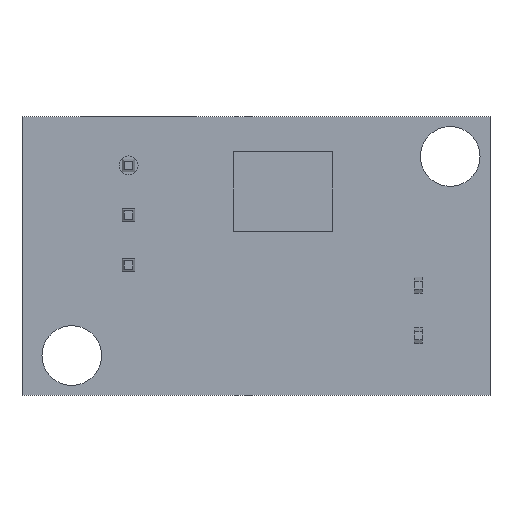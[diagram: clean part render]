
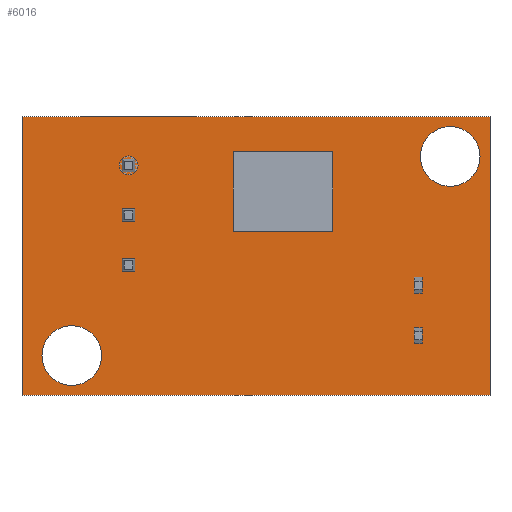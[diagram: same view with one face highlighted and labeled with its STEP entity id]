
A CAD part, front view. The second image highlights one B-rep face of the part: STEP entity #6016.
In plain terms, the highlighted planar face has unit normal (0, -1, 0).
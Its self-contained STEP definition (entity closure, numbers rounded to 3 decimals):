
#137 = VERTEX_POINT ( 'NONE', #8965 ) ;
#507 = EDGE_CURVE ( 'NONE', #8271, #8271, #5836, .T. ) ;
#893 = EDGE_CURVE ( 'NONE', #8251, #8251, #5235, .T. ) ;
#1126 = EDGE_LOOP ( 'NONE', ( #4918 ) ) ;
#1235 = EDGE_LOOP ( 'NONE', ( #5078, #9415, #4669, #8294 ) ) ;
#1384 = VECTOR ( 'NONE', #4717, 1000. ) ;
#1550 = FACE_BOUND ( 'NONE', #1126, .T. ) ;
#1641 = FACE_BOUND ( 'NONE', #9740, .T. ) ;
#1659 = FACE_OUTER_BOUND ( 'NONE', #1235, .T. ) ;
#1666 = EDGE_CURVE ( 'NONE', #2403, #8962, #4198, .T. ) ;
#1760 = EDGE_CURVE ( 'NONE', #137, #2403, #4026, .T. ) ;
#2215 = VERTEX_POINT ( 'NONE', #4001 ) ;
#2403 = VERTEX_POINT ( 'NONE', #3558 ) ;
#2702 = DIRECTION ( 'NONE',  ( 0., 0., 1. ) ) ;
#2710 = DIRECTION ( 'NONE',  ( 0., 1., 0. ) ) ;
#2723 = CARTESIAN_POINT ( 'NONE',  ( 0., 0., 0. ) ) ;
#3558 = CARTESIAN_POINT ( 'NONE',  ( 11.75, 0., -7. ) ) ;
#3913 = PLANE ( 'NONE',  #7802 ) ;
#4001 = CARTESIAN_POINT ( 'NONE',  ( -11.75, 0., 7. ) ) ;
#4026 = LINE ( 'NONE', #4741, #1384 ) ;
#4030 = LINE ( 'NONE', #7564, #4272 ) ;
#4181 = VECTOR ( 'NONE', #4998, 1000. ) ;
#4198 = LINE ( 'NONE', #5012, #4181 ) ;
#4202 = CARTESIAN_POINT ( 'NONE',  ( -9.25, 0., -3.5 ) ) ;
#4272 = VECTOR ( 'NONE', #7556, 1000. ) ;
#4669 = ORIENTED_EDGE ( 'NONE', *, *, #1760, .F. ) ;
#4717 = DIRECTION ( 'NONE',  ( 0., 0., -1. ) ) ;
#4741 = CARTESIAN_POINT ( 'NONE',  ( 11.75, 0., -7. ) ) ;
#4918 = ORIENTED_EDGE ( 'NONE', *, *, #893, .F. ) ;
#4977 = LINE ( 'NONE', #5828, #4989 ) ;
#4989 = VECTOR ( 'NONE', #5558, 1000. ) ;
#4998 = DIRECTION ( 'NONE',  ( -1., 0., 0. ) ) ;
#5012 = CARTESIAN_POINT ( 'NONE',  ( -11.75, 0., -7. ) ) ;
#5078 = ORIENTED_EDGE ( 'NONE', *, *, #5822, .F. ) ;
#5196 = AXIS2_PLACEMENT_3D ( 'NONE', #7060, #7050, #7030 ) ;
#5235 = CIRCLE ( 'NONE', #5196, 1.5 ) ;
#5286 = AXIS2_PLACEMENT_3D ( 'NONE', #8124, #8107, #8106 ) ;
#5558 = DIRECTION ( 'NONE',  ( 1., 0., 0. ) ) ;
#5822 = EDGE_CURVE ( 'NONE', #8962, #2215, #4030, .T. ) ;
#5828 = CARTESIAN_POINT ( 'NONE',  ( -11.75, 0., 7. ) ) ;
#5836 = CIRCLE ( 'NONE', #5286, 1.5 ) ;
#6016 = ADVANCED_FACE ( 'NONE', ( #1641, #1550, #1659 ), #3913, .F. ) ;
#6128 = CARTESIAN_POINT ( 'NONE',  ( -11.75, 0., -7. ) ) ;
#7030 = DIRECTION ( 'NONE',  ( 0., 0., 1. ) ) ;
#7050 = DIRECTION ( 'NONE',  ( 0., -1., 0. ) ) ;
#7060 = CARTESIAN_POINT ( 'NONE',  ( 9.75, 0., 5. ) ) ;
#7222 = CARTESIAN_POINT ( 'NONE',  ( 9.75, 0., 6.5 ) ) ;
#7556 = DIRECTION ( 'NONE',  ( 0., 0., 1. ) ) ;
#7564 = CARTESIAN_POINT ( 'NONE',  ( -11.75, 0., -7. ) ) ;
#7753 = ORIENTED_EDGE ( 'NONE', *, *, #507, .F. ) ;
#7802 = AXIS2_PLACEMENT_3D ( 'NONE', #2723, #2710, #2702 ) ;
#8106 = DIRECTION ( 'NONE',  ( 0., 0., 1. ) ) ;
#8107 = DIRECTION ( 'NONE',  ( 0., -1., 0. ) ) ;
#8124 = CARTESIAN_POINT ( 'NONE',  ( -9.25, 0., -5. ) ) ;
#8251 = VERTEX_POINT ( 'NONE', #7222 ) ;
#8271 = VERTEX_POINT ( 'NONE', #4202 ) ;
#8294 = ORIENTED_EDGE ( 'NONE', *, *, #9036, .F. ) ;
#8962 = VERTEX_POINT ( 'NONE', #6128 ) ;
#8965 = CARTESIAN_POINT ( 'NONE',  ( 11.75, 0., 7. ) ) ;
#9036 = EDGE_CURVE ( 'NONE', #2215, #137, #4977, .T. ) ;
#9415 = ORIENTED_EDGE ( 'NONE', *, *, #1666, .F. ) ;
#9740 = EDGE_LOOP ( 'NONE', ( #7753 ) ) ;
